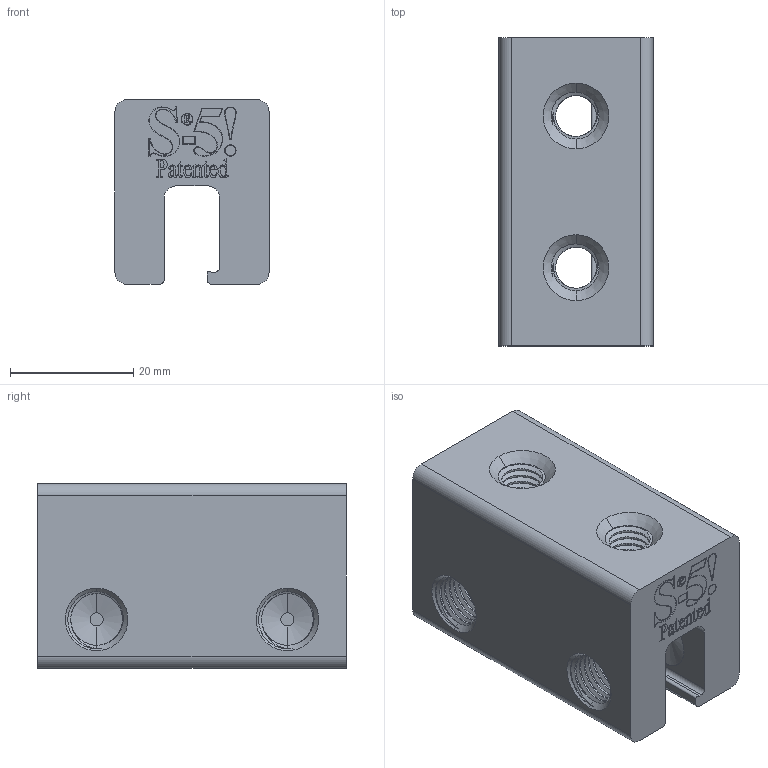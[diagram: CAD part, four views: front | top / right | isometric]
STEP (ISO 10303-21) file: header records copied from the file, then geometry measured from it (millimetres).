
FILE_DESCRIPTION (( 'STEP AP203' ), '1' );
FILE_NAME ('S-5-E.STEP', '2016-12-07T20:59:10', ( '' ), ( '' ), 'SwSTEP 2.0', 'SolidWorks 2017', '' );
FILE_SCHEMA (( 'CONFIG_CONTROL_DESIGN' ));
Length unit declared in the file: inch
Products named in the file (1): S-5-E
Bounding box: 24.99 x 50 x 30 mm (x, y, z)
Volume: 28066.3 mm3; surface area: 9475.2 mm2
Topology: 1 solids, 1 shells, 544 faces, 1524 edges, 1014 vertices
Faces by surface type: plane 206, cylinder 167, bspline 153, cone 18
Entity records: 25650 total; most frequent: CARTESIAN_POINT 13472, ORIENTED_EDGE 3048, DIRECTION 1748, EDGE_CURVE 1524, VERTEX_POINT 1014, LINE 820, VECTOR 820, EDGE_LOOP 584
